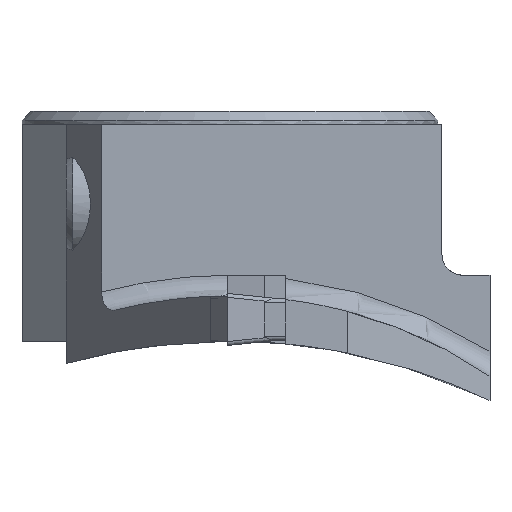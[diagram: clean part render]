
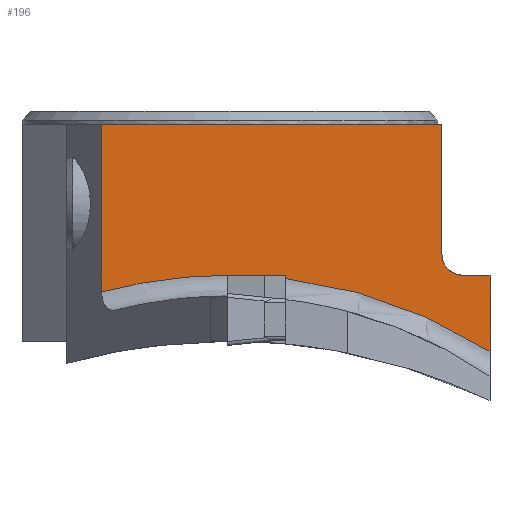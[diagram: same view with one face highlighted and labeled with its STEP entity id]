
A CAD part, left-side view. The second image highlights one B-rep face of the part: STEP entity #196.
In plain terms, the highlighted planar face has unit normal (-1, 0, 0).
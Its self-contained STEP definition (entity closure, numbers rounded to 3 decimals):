
#196=ADVANCED_FACE('SF2',(#318),#259,.T.);
#259=PLANE('',#1541);
#318=FACE_OUTER_BOUND('',#389,.T.);
#389=EDGE_LOOP('',(#868,#869,#870,#871,#872,#873,#874,#875,#876,#877));
#491=LINE('',#2356,#618);
#502=LINE('',#2398,#629);
#503=LINE('',#2401,#630);
#504=LINE('',#2405,#631);
#505=LINE('',#2407,#632);
#506=LINE('',#2411,#633);
#507=LINE('',#2413,#634);
#618=VECTOR('',#1764,1.);
#629=VECTOR('',#1801,1.);
#630=VECTOR('',#1802,1.);
#631=VECTOR('',#1805,1.);
#632=VECTOR('',#1806,1.);
#633=VECTOR('',#1809,1.);
#634=VECTOR('',#1810,1.);
#868=ORIENTED_EDGE('',*,*,#1303,.F.);
#869=ORIENTED_EDGE('',*,*,#1304,.T.);
#870=ORIENTED_EDGE('',*,*,#1305,.T.);
#871=ORIENTED_EDGE('',*,*,#1306,.T.);
#872=ORIENTED_EDGE('',*,*,#1307,.F.);
#873=ORIENTED_EDGE('',*,*,#1308,.T.);
#874=ORIENTED_EDGE('',*,*,#1309,.F.);
#875=ORIENTED_EDGE('',*,*,#1310,.F.);
#876=ORIENTED_EDGE('',*,*,#1282,.F.);
#877=ORIENTED_EDGE('',*,*,#1311,.T.);
#1129=VERTEX_POINT('',#2355);
#1130=VERTEX_POINT('',#2357);
#1148=VERTEX_POINT('',#2399);
#1149=VERTEX_POINT('',#2400);
#1150=VERTEX_POINT('',#2402);
#1151=VERTEX_POINT('',#2404);
#1152=VERTEX_POINT('',#2406);
#1153=VERTEX_POINT('',#2408);
#1154=VERTEX_POINT('',#2410);
#1155=VERTEX_POINT('',#2412);
#1282=EDGE_CURVE('',#1129,#1130,#491,.T.);
#1303=EDGE_CURVE('',#1148,#1149,#502,.T.);
#1304=EDGE_CURVE('',#1148,#1150,#503,.T.);
#1305=EDGE_CURVE('',#1150,#1151,#1401,.T.);
#1306=EDGE_CURVE('',#1151,#1152,#504,.T.);
#1307=EDGE_CURVE('',#1153,#1152,#505,.T.);
#1308=EDGE_CURVE('',#1153,#1154,#1402,.T.);
#1309=EDGE_CURVE('',#1155,#1154,#506,.T.);
#1310=EDGE_CURVE('',#1130,#1155,#507,.T.);
#1311=EDGE_CURVE('',#1129,#1149,#1403,.T.);
#1401=CIRCLE('',#1538,37.4);
#1402=CIRCLE('',#1539,1.6);
#1403=CIRCLE('',#1540,37.4);
#1538=AXIS2_PLACEMENT_3D('',#2403,#1803,#1804);
#1539=AXIS2_PLACEMENT_3D('',#2409,#1807,#1808);
#1540=AXIS2_PLACEMENT_3D('',#2414,#1811,#1812);
#1541=AXIS2_PLACEMENT_3D('',#2415,#1813,#1814);
#1764=DIRECTION('',(0.,0.,1.));
#1801=DIRECTION('',(0.,1.,0.));
#1802=DIRECTION('',(0.,0.,-1.));
#1803=DIRECTION('',(1.,0.,0.));
#1804=DIRECTION('',(0.,0.,1.));
#1805=DIRECTION('',(0.,0.,1.));
#1806=DIRECTION('',(0.,-1.,0.));
#1807=DIRECTION('',(1.,0.,0.));
#1808=DIRECTION('',(0.,0.,1.));
#1809=DIRECTION('',(0.,0.,-1.));
#1810=DIRECTION('',(0.,-1.,0.));
#1811=DIRECTION('',(1.,0.,0.));
#1812=DIRECTION('',(0.,0.,1.));
#1813=DIRECTION('',(-1.,0.,0.));
#1814=DIRECTION('',(0.,0.,1.));
#2355=CARTESIAN_POINT('',(-21.5,9.869,-13.899));
#2356=CARTESIAN_POINT('',(-21.5,9.869,-50.));
#2357=CARTESIAN_POINT('',(-21.5,9.869,-0.975));
#2398=CARTESIAN_POINT('',(-21.5,0.1,-12.6));
#2399=CARTESIAN_POINT('',(-21.5,-4.295,-12.6));
#2400=CARTESIAN_POINT('',(-21.5,0.2,-12.6));
#2401=CARTESIAN_POINT('',(-21.5,-4.295,-50.));
#2402=CARTESIAN_POINT('',(-21.5,-4.295,-12.859));
#2403=CARTESIAN_POINT('',(-21.5,0.1,-50.));
#2404=CARTESIAN_POINT('',(-21.5,-20.,-18.46));
#2405=CARTESIAN_POINT('',(-21.5,-20.,-64.));
#2406=CARTESIAN_POINT('',(-21.5,-20.,-12.6));
#2407=CARTESIAN_POINT('',(-21.5,0.1,-12.6));
#2408=CARTESIAN_POINT('',(-21.5,-17.9,-12.6));
#2409=CARTESIAN_POINT('',(-21.5,-17.9,-11.));
#2410=CARTESIAN_POINT('',(-21.5,-16.3,-11.));
#2411=CARTESIAN_POINT('',(-21.5,-16.3,-50.));
#2412=CARTESIAN_POINT('',(-21.5,-16.3,-0.975));
#2413=CARTESIAN_POINT('',(-21.5,0.1,-0.975));
#2414=CARTESIAN_POINT('',(-21.5,0.1,-50.));
#2415=CARTESIAN_POINT('',(-21.5,0.1,-50.));
